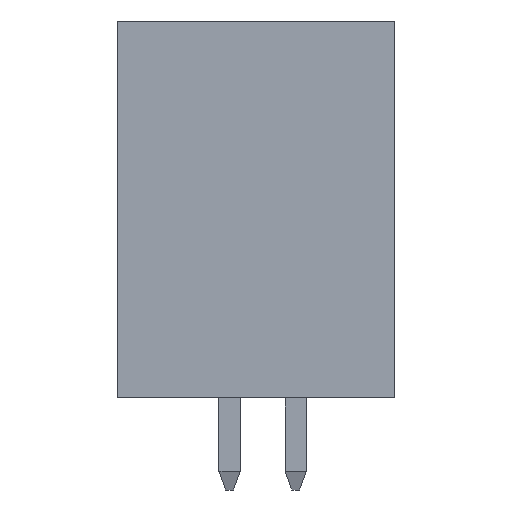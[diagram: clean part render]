
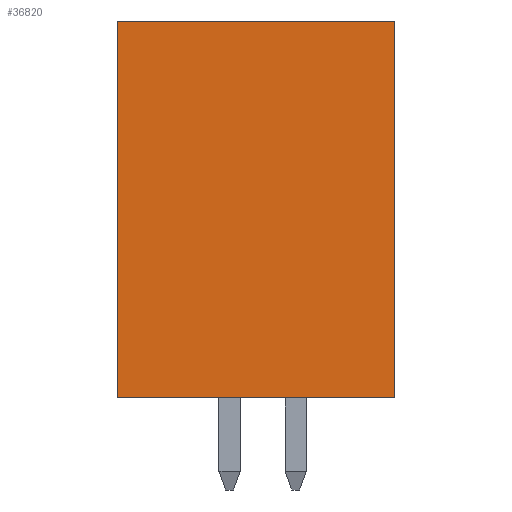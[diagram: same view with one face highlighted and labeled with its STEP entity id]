
A CAD part, left-side view. The second image highlights one B-rep face of the part: STEP entity #36820.
In plain terms, the highlighted planar face has unit normal (-1, 0, 0).
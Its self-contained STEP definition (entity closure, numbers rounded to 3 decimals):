
#32871=CARTESIAN_POINT('',(-16.45,-5.25,8.6));
#32872=VERTEX_POINT('',#32871);
#32879=CARTESIAN_POINT('',(-16.45,-5.25,-5.6));
#32880=VERTEX_POINT('',#32879);
#32881=CARTESIAN_POINT('',(-16.45,-5.25,8.6));
#32882=DIRECTION('',(0.,0.,-1.));
#32883=VECTOR('',#32882,14.2);
#32884=LINE('',#32881,#32883);
#32885=EDGE_CURVE('',#32872,#32880,#32884,.T.);
#33659=CARTESIAN_POINT('',(-16.45,5.25,8.6));
#33660=VERTEX_POINT('',#33659);
#33667=CARTESIAN_POINT('',(-16.45,5.25,8.6));
#33668=DIRECTION('',(0.,-1.,0.));
#33669=VECTOR('',#33668,10.5);
#33670=LINE('',#33667,#33669);
#33671=EDGE_CURVE('',#33660,#32872,#33670,.T.);
#33829=CARTESIAN_POINT('',(-16.45,5.25,-5.6));
#33830=VERTEX_POINT('',#33829);
#33831=CARTESIAN_POINT('',(-16.45,-5.25,-5.6));
#33832=DIRECTION('',(0.,1.,0.));
#33833=VECTOR('',#33832,10.5);
#33834=LINE('',#33831,#33833);
#33835=EDGE_CURVE('',#32880,#33830,#33834,.T.);
#34928=CARTESIAN_POINT('',(-16.45,5.25,-5.6));
#34929=DIRECTION('',(0.,0.,1.));
#34930=VECTOR('',#34929,14.2);
#34931=LINE('',#34928,#34930);
#34932=EDGE_CURVE('',#33830,#33660,#34931,.T.);
#36809=CARTESIAN_POINT('',(-16.45,3.3,5.9));
#36810=DIRECTION('',(0.,0.,-1.));
#36811=DIRECTION('',(-1.,-0.,-0.));
#36812=AXIS2_PLACEMENT_3D('',#36809,#36811,#36810);
#36813=PLANE('',#36812);
#36814=ORIENTED_EDGE('',*,*,#33835,.F.);
#36815=ORIENTED_EDGE('',*,*,#32885,.F.);
#36816=ORIENTED_EDGE('',*,*,#33671,.F.);
#36817=ORIENTED_EDGE('',*,*,#34932,.F.);
#36818=EDGE_LOOP('',(#36814,#36815,#36816,#36817));
#36819=FACE_OUTER_BOUND('',#36818,.T.);
#36820=ADVANCED_FACE('',(#36819),#36813,.T.);
